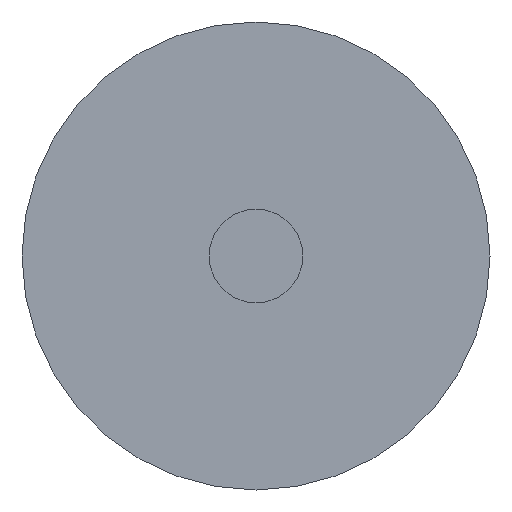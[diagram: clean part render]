
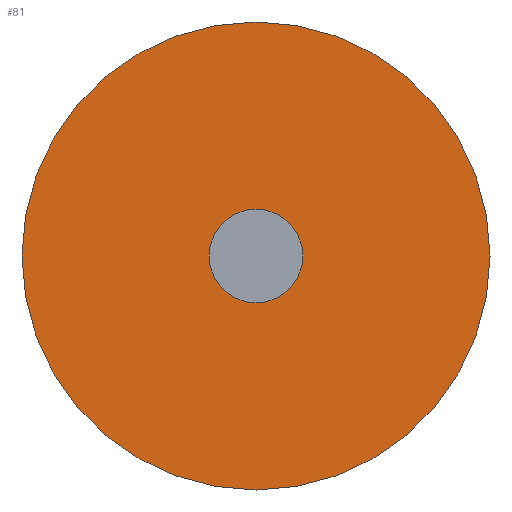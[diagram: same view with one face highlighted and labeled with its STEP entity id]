
A CAD part, front view. The second image highlights one B-rep face of the part: STEP entity #81.
In plain terms, the highlighted planar face has unit normal (0, -1, 0).
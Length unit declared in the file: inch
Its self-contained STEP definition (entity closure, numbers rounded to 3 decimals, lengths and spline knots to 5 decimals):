
#1=CARTESIAN_POINT('',(0.,0.,0.));
#2=DIRECTION('',(0.,-1.,0.));
#3=DIRECTION('',(-1.,0.,0.));
#4=AXIS2_PLACEMENT_3D('',#1,#2,#3);
#6=CARTESIAN_POINT('',(0.,0.,0.));
#7=DIRECTION('',(0.,-1.,0.));
#8=DIRECTION('',(1.,0.,0.));
#9=AXIS2_PLACEMENT_3D('',#6,#7,#8);
#11=CARTESIAN_POINT('',(0.,0.,0.));
#12=DIRECTION('',(0.,-1.,0.));
#13=DIRECTION('',(1.,0.,0.));
#14=AXIS2_PLACEMENT_3D('',#11,#12,#13);
#16=CARTESIAN_POINT('',(0.625,0.,0.));
#23=CARTESIAN_POINT('',(-0.625,0.,0.));
#30=CARTESIAN_POINT('',(0.,0.,0.));
#31=DIRECTION('',(0.,1.,0.));
#32=DIRECTION('',(1.,0.,0.));
#33=AXIS2_PLACEMENT_3D('',#30,#31,#32);
#53=VERTEX_POINT('',#16);
#55=VERTEX_POINT('',#23);
#60=CARTESIAN_POINT('',(-0.125,0.,0.));
#61=CARTESIAN_POINT('',(0.125,0.,0.));
#62=VERTEX_POINT('',#60);
#63=VERTEX_POINT('',#61);
#64=CARTESIAN_POINT('',(0.,0.,0.));
#65=DIRECTION('',(0.,-1.,0.));
#66=DIRECTION('',(-1.,0.,0.));
#67=AXIS2_PLACEMENT_3D('',#64,#65,#66);
#68=PLANE('',#67);
#70=ORIENTED_EDGE('',*,*,#69,.F.);
#72=ORIENTED_EDGE('',*,*,#71,.T.);
#73=EDGE_LOOP('',(#70,#72));
#74=FACE_OUTER_BOUND('',#73,.F.);
#76=ORIENTED_EDGE('',*,*,#75,.T.);
#78=ORIENTED_EDGE('',*,*,#77,.T.);
#79=EDGE_LOOP('',(#76,#78));
#80=FACE_BOUND('',#79,.F.);
#81=ADVANCED_FACE('',(#74,#80),#68,.T.);
#5=CIRCLE('',#4,0.125);
#10=CIRCLE('',#9,0.125);
#15=CIRCLE('',#14,0.625);
#34=CIRCLE('',#33,0.625);
#69=EDGE_CURVE('',#53,#55,#15,.T.);
#71=EDGE_CURVE('',#53,#55,#34,.T.);
#75=EDGE_CURVE('',#62,#63,#5,.T.);
#77=EDGE_CURVE('',#63,#62,#10,.T.);
